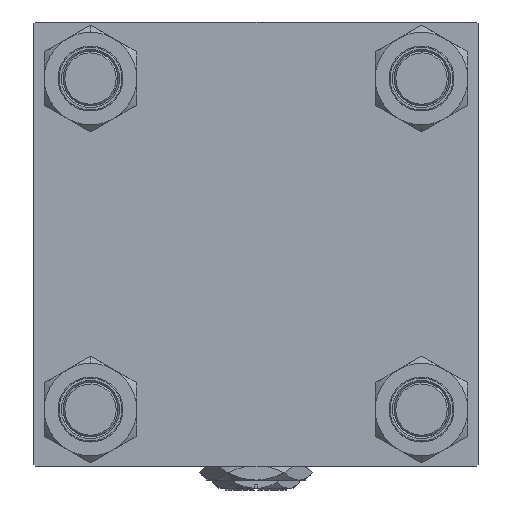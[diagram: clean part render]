
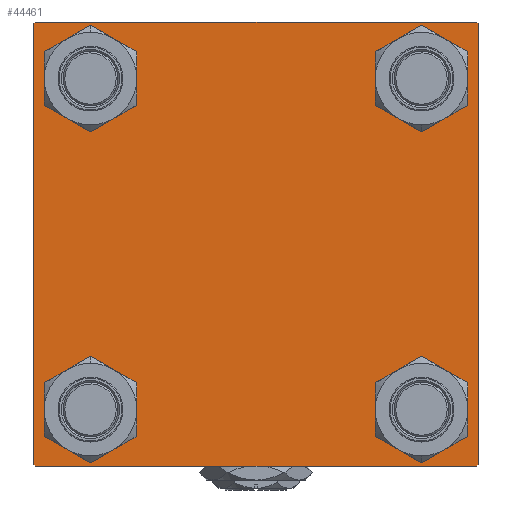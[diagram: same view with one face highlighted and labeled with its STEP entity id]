
A CAD part, left-side view. The second image highlights one B-rep face of the part: STEP entity #44461.
In plain terms, the highlighted planar face has unit normal (-1, 0, 0).
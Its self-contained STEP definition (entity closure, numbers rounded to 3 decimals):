
#177 = CARTESIAN_POINT ( 'NONE',  ( 0., -48.45, -56.95 ) ) ;
#421 = EDGE_CURVE ( 'NONE', #27155, #7719, #44042, .T. ) ;
#494 = VERTEX_POINT ( 'NONE', #19888 ) ;
#825 = CARTESIAN_POINT ( 'NONE',  ( 0., -64.5, -65. ) ) ;
#1020 = AXIS2_PLACEMENT_3D ( 'NONE', #3964, #28416, #15536 ) ;
#1836 = DIRECTION ( 'NONE',  ( 0., 0., -1. ) ) ;
#2621 = LINE ( 'NONE', #47450, #6966 ) ;
#2931 = ORIENTED_EDGE ( 'NONE', *, *, #37708, .T. ) ;
#3384 = FACE_OUTER_BOUND ( 'NONE', #33508, .T. ) ;
#3389 = VERTEX_POINT ( 'NONE', #18099 ) ;
#3964 = CARTESIAN_POINT ( 'NONE',  ( 0., 48.45, -48.45 ) ) ;
#5509 = CARTESIAN_POINT ( 'NONE',  ( 0., -48.45, -39.95 ) ) ;
#5801 = AXIS2_PLACEMENT_3D ( 'NONE', #48732, #20287, #40430 ) ;
#5948 = CARTESIAN_POINT ( 'NONE',  ( 0., -48.45, 48.45 ) ) ;
#6635 = DIRECTION ( 'NONE',  ( 0., 0., 1. ) ) ;
#6966 = VECTOR ( 'NONE', #34596, 1000. ) ;
#7261 = EDGE_CURVE ( 'NONE', #36138, #3389, #18217, .T. ) ;
#7430 = FACE_BOUND ( 'NONE', #38254, .T. ) ;
#7640 = DIRECTION ( 'NONE',  ( 0., 0.707, 0.707 ) ) ;
#7719 = VERTEX_POINT ( 'NONE', #825 ) ;
#8227 = DIRECTION ( 'NONE',  ( 0., -0.707, 0.707 ) ) ;
#8492 = DIRECTION ( 'NONE',  ( 1., 0., 0. ) ) ;
#8720 = CARTESIAN_POINT ( 'NONE',  ( 0., 48.45, 48.45 ) ) ;
#8869 = CARTESIAN_POINT ( 'NONE',  ( 0., 65., -64.5 ) ) ;
#9610 = CIRCLE ( 'NONE', #1020, 8.5 ) ;
#10260 = VERTEX_POINT ( 'NONE', #33861 ) ;
#10566 = EDGE_CURVE ( 'NONE', #19126, #10260, #34657, .T. ) ;
#11292 = EDGE_CURVE ( 'NONE', #24001, #23866, #34928, .T. ) ;
#11465 = LINE ( 'NONE', #15761, #27359 ) ;
#11619 = ORIENTED_EDGE ( 'NONE', *, *, #11292, .F. ) ;
#11679 = CARTESIAN_POINT ( 'NONE',  ( 0., 48.45, 39.95 ) ) ;
#11829 = CIRCLE ( 'NONE', #5801, 8.5 ) ;
#11921 = ORIENTED_EDGE ( 'NONE', *, *, #35556, .T. ) ;
#12364 = AXIS2_PLACEMENT_3D ( 'NONE', #45267, #8492, #24885 ) ;
#12829 = EDGE_LOOP ( 'NONE', ( #14484, #16943 ) ) ;
#14064 = DIRECTION ( 'NONE',  ( 1., 0., 0. ) ) ;
#14442 = EDGE_CURVE ( 'NONE', #51853, #27155, #24713, .T. ) ;
#14484 = ORIENTED_EDGE ( 'NONE', *, *, #28534, .T. ) ;
#15536 = DIRECTION ( 'NONE',  ( 0., 0., 1. ) ) ;
#15628 = ORIENTED_EDGE ( 'NONE', *, *, #421, .T. ) ;
#15684 = CARTESIAN_POINT ( 'NONE',  ( 0., 48.45, 48.45 ) ) ;
#15731 = CARTESIAN_POINT ( 'NONE',  ( 0., -48.45, -48.45 ) ) ;
#15761 = CARTESIAN_POINT ( 'NONE',  ( 0., -64.75, -64.75 ) ) ;
#16943 = ORIENTED_EDGE ( 'NONE', *, *, #7261, .T. ) ;
#17526 = VECTOR ( 'NONE', #48780, 1000. ) ;
#18099 = CARTESIAN_POINT ( 'NONE',  ( 0., 48.45, 56.95 ) ) ;
#18217 = CIRCLE ( 'NONE', #19939, 8.5 ) ;
#18743 = LINE ( 'NONE', #43697, #52394 ) ;
#19126 = VERTEX_POINT ( 'NONE', #31978 ) ;
#19267 = CARTESIAN_POINT ( 'NONE',  ( 0., 48.45, -56.95 ) ) ;
#19888 = CARTESIAN_POINT ( 'NONE',  ( 0., 65., 64.5 ) ) ;
#19939 = AXIS2_PLACEMENT_3D ( 'NONE', #15684, #36609, #32060 ) ;
#20287 = DIRECTION ( 'NONE',  ( 1., 0., 0. ) ) ;
#20380 = AXIS2_PLACEMENT_3D ( 'NONE', #5948, #50770, #39500 ) ;
#21589 = DIRECTION ( 'NONE',  ( 0., 0., 1. ) ) ;
#21724 = EDGE_CURVE ( 'NONE', #27118, #37252, #22036, .T. ) ;
#22036 = CIRCLE ( 'NONE', #47845, 8.5 ) ;
#23496 = LINE ( 'NONE', #39872, #29957 ) ;
#23806 = FACE_BOUND ( 'NONE', #31336, .T. ) ;
#23866 = VERTEX_POINT ( 'NONE', #32949 ) ;
#24001 = VERTEX_POINT ( 'NONE', #47912 ) ;
#24713 = LINE ( 'NONE', #32501, #48464 ) ;
#24885 = DIRECTION ( 'NONE',  ( 0., 0., 1. ) ) ;
#25113 = DIRECTION ( 'NONE',  ( 1., 0., 0. ) ) ;
#25436 = VERTEX_POINT ( 'NONE', #50126 ) ;
#26517 = EDGE_CURVE ( 'NONE', #7719, #25436, #11465, .T. ) ;
#27046 = PLANE ( 'NONE',  #32639 ) ;
#27118 = VERTEX_POINT ( 'NONE', #19267 ) ;
#27155 = VERTEX_POINT ( 'NONE', #42703 ) ;
#27359 = VECTOR ( 'NONE', #8227, 1000. ) ;
#27437 = AXIS2_PLACEMENT_3D ( 'NONE', #8720, #25113, #33414 ) ;
#27720 = EDGE_CURVE ( 'NONE', #35429, #23866, #23496, .T. ) ;
#27838 = FACE_BOUND ( 'NONE', #35344, .T. ) ;
#28416 = DIRECTION ( 'NONE',  ( 1., 0., 0. ) ) ;
#28534 = EDGE_CURVE ( 'NONE', #3389, #36138, #40316, .T. ) ;
#28869 = DIRECTION ( 'NONE',  ( 0., 0., 1. ) ) ;
#29521 = DIRECTION ( 'NONE',  ( 0., -0.707, -0.707 ) ) ;
#29957 = VECTOR ( 'NONE', #7640, 1000. ) ;
#30799 = CARTESIAN_POINT ( 'NONE',  ( 0., 0., 0. ) ) ;
#31336 = EDGE_LOOP ( 'NONE', ( #43373, #45295 ) ) ;
#31978 = CARTESIAN_POINT ( 'NONE',  ( 0., -48.45, 39.95 ) ) ;
#32060 = DIRECTION ( 'NONE',  ( 0., 0., 1. ) ) ;
#32107 = DIRECTION ( 'NONE',  ( 1., 0., 0. ) ) ;
#32501 = CARTESIAN_POINT ( 'NONE',  ( 0., 64.75, -64.75 ) ) ;
#32639 = AXIS2_PLACEMENT_3D ( 'NONE', #30799, #51191, #6635 ) ;
#32949 = CARTESIAN_POINT ( 'NONE',  ( 0., -64.5, 65. ) ) ;
#33360 = EDGE_CURVE ( 'NONE', #37252, #27118, #9610, .T. ) ;
#33414 = DIRECTION ( 'NONE',  ( 0., 0., 1. ) ) ;
#33508 = EDGE_LOOP ( 'NONE', ( #11921, #34560, #15628, #45063, #38327, #37281, #11619, #49924 ) ) ;
#33861 = CARTESIAN_POINT ( 'NONE',  ( 0., -48.45, 56.95 ) ) ;
#34560 = ORIENTED_EDGE ( 'NONE', *, *, #14442, .T. ) ;
#34596 = DIRECTION ( 'NONE',  ( 0., 0., -1. ) ) ;
#34657 = CIRCLE ( 'NONE', #12364, 8.5 ) ;
#34928 = LINE ( 'NONE', #51290, #17526 ) ;
#35344 = EDGE_LOOP ( 'NONE', ( #2931, #42157 ) ) ;
#35429 = VERTEX_POINT ( 'NONE', #49892 ) ;
#35556 = EDGE_CURVE ( 'NONE', #494, #51853, #2621, .T. ) ;
#36138 = VERTEX_POINT ( 'NONE', #11679 ) ;
#36609 = DIRECTION ( 'NONE',  ( 1., 0., 0. ) ) ;
#36848 = CARTESIAN_POINT ( 'NONE',  ( 0., 64.75, 64.75 ) ) ;
#37252 = VERTEX_POINT ( 'NONE', #47665 ) ;
#37281 = ORIENTED_EDGE ( 'NONE', *, *, #27720, .T. ) ;
#37708 = EDGE_CURVE ( 'NONE', #10260, #19126, #43509, .T. ) ;
#38079 = EDGE_CURVE ( 'NONE', #48821, #47630, #11829, .T. ) ;
#38254 = EDGE_LOOP ( 'NONE', ( #45194, #48869 ) ) ;
#38327 = ORIENTED_EDGE ( 'NONE', *, *, #49907, .F. ) ;
#38551 = VECTOR ( 'NONE', #40283, 1000. ) ;
#39500 = DIRECTION ( 'NONE',  ( 0., 0., 1. ) ) ;
#39872 = CARTESIAN_POINT ( 'NONE',  ( 0., -64.75, 64.75 ) ) ;
#40083 = DIRECTION ( 'NONE',  ( 0., 0.707, -0.707 ) ) ;
#40182 = FACE_BOUND ( 'NONE', #12829, .T. ) ;
#40283 = DIRECTION ( 'NONE',  ( 0., -1., 0. ) ) ;
#40316 = CIRCLE ( 'NONE', #27437, 8.5 ) ;
#40430 = DIRECTION ( 'NONE',  ( 0., 0., 1. ) ) ;
#41740 = EDGE_CURVE ( 'NONE', #24001, #494, #52688, .T. ) ;
#42157 = ORIENTED_EDGE ( 'NONE', *, *, #10566, .T. ) ;
#42703 = CARTESIAN_POINT ( 'NONE',  ( 0., 64.5, -65. ) ) ;
#42781 = VECTOR ( 'NONE', #40083, 1000. ) ;
#43373 = ORIENTED_EDGE ( 'NONE', *, *, #33360, .T. ) ;
#43509 = CIRCLE ( 'NONE', #20380, 8.5 ) ;
#43697 = CARTESIAN_POINT ( 'NONE',  ( 0., -65., 65. ) ) ;
#43888 = CIRCLE ( 'NONE', #49028, 8.5 ) ;
#44042 = LINE ( 'NONE', #48858, #38551 ) ;
#44461 = ADVANCED_FACE ( 'NONE', ( #27838, #7430, #23806, #40182, #3384 ), #27046, .T. ) ;
#45063 = ORIENTED_EDGE ( 'NONE', *, *, #26517, .T. ) ;
#45194 = ORIENTED_EDGE ( 'NONE', *, *, #51083, .T. ) ;
#45267 = CARTESIAN_POINT ( 'NONE',  ( 0., -48.45, 48.45 ) ) ;
#45295 = ORIENTED_EDGE ( 'NONE', *, *, #21724, .T. ) ;
#47450 = CARTESIAN_POINT ( 'NONE',  ( 0., 65., 65. ) ) ;
#47630 = VERTEX_POINT ( 'NONE', #5509 ) ;
#47665 = CARTESIAN_POINT ( 'NONE',  ( 0., 48.45, -39.95 ) ) ;
#47845 = AXIS2_PLACEMENT_3D ( 'NONE', #50551, #14064, #21589 ) ;
#47912 = CARTESIAN_POINT ( 'NONE',  ( 0., 64.5, 65. ) ) ;
#48464 = VECTOR ( 'NONE', #29521, 1000. ) ;
#48732 = CARTESIAN_POINT ( 'NONE',  ( 0., -48.45, -48.45 ) ) ;
#48780 = DIRECTION ( 'NONE',  ( 0., -1., 0. ) ) ;
#48821 = VERTEX_POINT ( 'NONE', #177 ) ;
#48858 = CARTESIAN_POINT ( 'NONE',  ( 0., 65., -65. ) ) ;
#48869 = ORIENTED_EDGE ( 'NONE', *, *, #38079, .T. ) ;
#49028 = AXIS2_PLACEMENT_3D ( 'NONE', #15731, #32107, #28869 ) ;
#49892 = CARTESIAN_POINT ( 'NONE',  ( 0., -65., 64.5 ) ) ;
#49907 = EDGE_CURVE ( 'NONE', #35429, #25436, #18743, .T. ) ;
#49924 = ORIENTED_EDGE ( 'NONE', *, *, #41740, .T. ) ;
#50126 = CARTESIAN_POINT ( 'NONE',  ( 0., -65., -64.5 ) ) ;
#50551 = CARTESIAN_POINT ( 'NONE',  ( 0., 48.45, -48.45 ) ) ;
#50770 = DIRECTION ( 'NONE',  ( 1., 0., 0. ) ) ;
#51083 = EDGE_CURVE ( 'NONE', #47630, #48821, #43888, .T. ) ;
#51191 = DIRECTION ( 'NONE',  ( -1., 0., 0. ) ) ;
#51290 = CARTESIAN_POINT ( 'NONE',  ( 0., 65., 65. ) ) ;
#51853 = VERTEX_POINT ( 'NONE', #8869 ) ;
#52394 = VECTOR ( 'NONE', #1836, 1000. ) ;
#52688 = LINE ( 'NONE', #36848, #42781 ) ;
